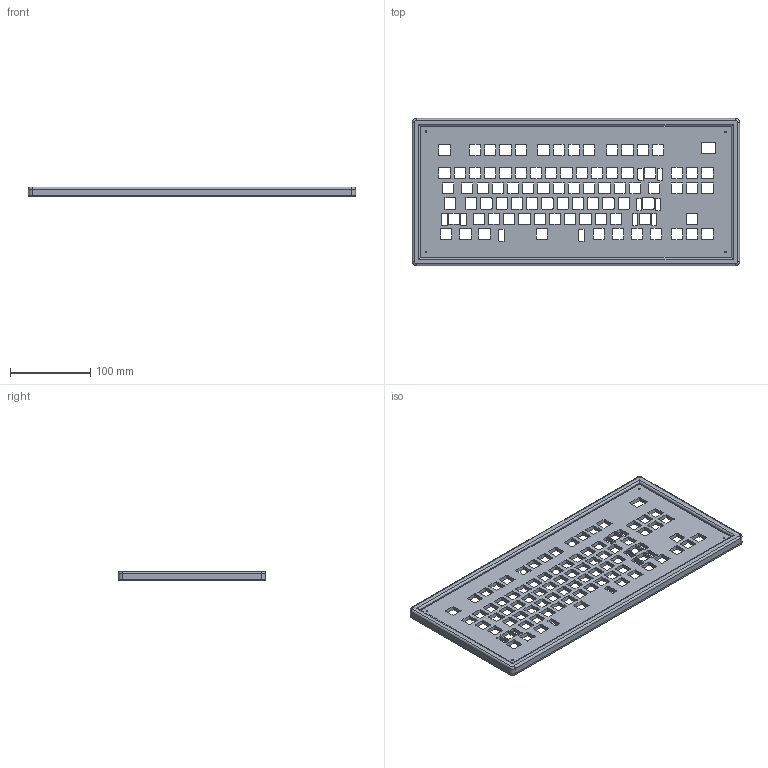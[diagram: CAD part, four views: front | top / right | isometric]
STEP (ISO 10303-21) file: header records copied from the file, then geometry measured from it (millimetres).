
FILE_DESCRIPTION(/* description */ ('STEP AP242','CAx-IF Rec.Pracs.---Representation and Presentation of Product Manufacturing Information (PMI)---4.0---2014-10-13','CAx-IF Rec.Pracs.---3D Tessellated Geometry---0.4---2014-09-14','2;1'),/* implementation_level */ '2;1');
FILE_NAME(/* name */ '6854838c28e3e1023cb51261',/* time_stamp */ '2025-06-19T21:39:25Z',/* author */ (''),/* organization */ (''),/* preprocessor_version */ 'ST-DEVELOPER v20',/* originating_system */ 'ONSHAPE BY PTC INC, 1.199',/* authorisation */ ' ');
FILE_SCHEMA (('AP242_MANAGED_MODEL_BASED_3D_ENGINEERING_MIM_LF { 1 0 10303 442 1 1 4 }'));
Length unit declared in the file: metre
Products named in the file (2): Part 1; Part 2
Bounding box: 408.66 x 183.82 x 12 mm (x, y, z)
Volume: 365859.9 mm3; surface area: 184277.4 mm2
Topology: 2 solids, 2 shells, 834 faces, 2464 edges, 1636 vertices
Faces by surface type: plane 426, cylinder 404, torus 4
Full cylindrical faces by diameter (mm): 2 x8, 3.4 x4
Entity records: 34275 total; most frequent: DIRECTION 4932, CARTESIAN_POINT 4924, ORIENTED_EDGE 4904, EDGE_CURVE 2452, LINE 1644, VECTOR 1644, AXIS2_PLACEMENT_3D 1644, VERTEX_POINT 1636
